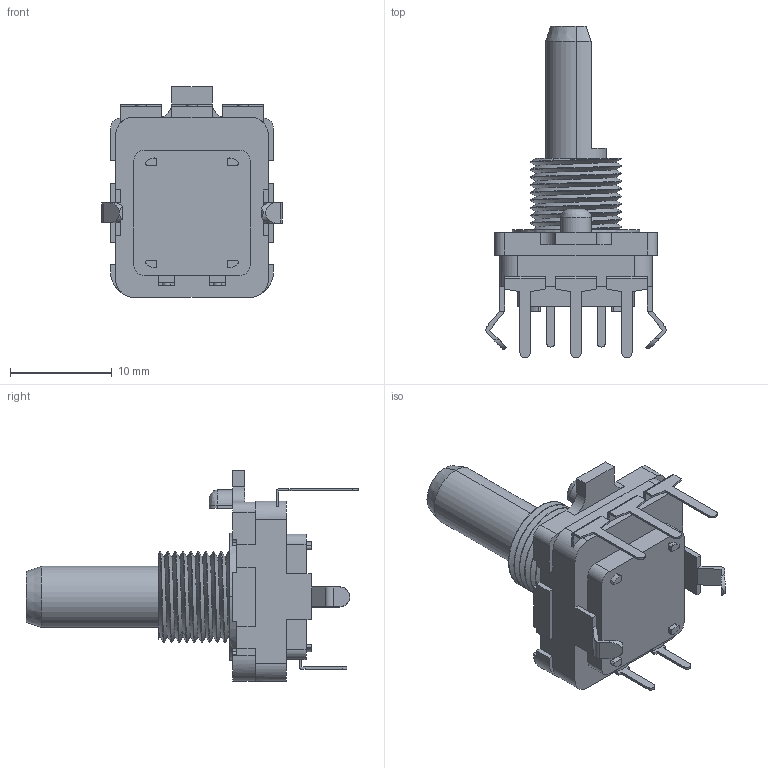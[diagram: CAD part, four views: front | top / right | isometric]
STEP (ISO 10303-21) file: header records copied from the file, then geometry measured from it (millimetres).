
FILE_DESCRIPTION(('FreeCAD Model'),'2;1');
FILE_NAME('Open CASCADE Shape Model','2025-12-26T14:47:31',(''),(''), 'Open CASCADE STEP processor 7.8','FreeCAD','Unknown');
FILE_SCHEMA(('AUTOMOTIVE_DESIGN { 1 0 10303 214 1 1 1 1 }'));
Length unit declared in the file: millimetre
Products named in the file (3): PEC16-4X20F-SXXXX002; PEC16-4X20F-SXXXX; PEC16-4X20F-SXXXX001
Assembly tree (2 placements, depth 2):
  PEC16-4X20F-SXXXX002
    PEC16-4X20F-SXXXX
    PEC16-4X20F-SXXXX001
Bounding box: 17.7 x 32.6 x 20.7 mm (x, y, z)
Volume: 1981.3 mm3; surface area: 2373.3 mm2
Topology: 2 solids, 6 shells, 275 faces, 750 edges, 500 vertices
Faces by surface type: plane 174, cylinder 86, bspline 8, cone 7
Entity records: 11131 total; most frequent: CARTESIAN_POINT 4064, ORIENTED_EDGE 1500, DIRECTION 1409, EDGE_CURVE 750, LINE 507, VECTOR 507, VERTEX_POINT 500, AXIS2_PLACEMENT_3D 451
